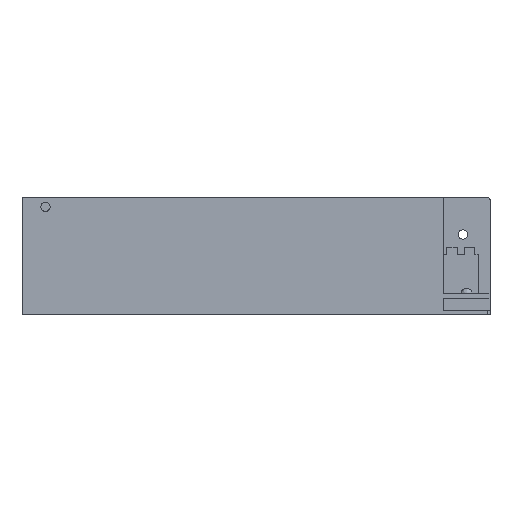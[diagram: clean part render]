
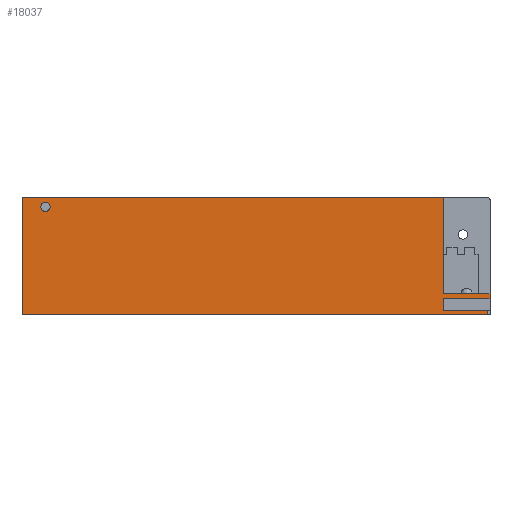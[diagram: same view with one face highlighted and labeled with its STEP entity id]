
A CAD part, left-side view. The second image highlights one B-rep face of the part: STEP entity #18037.
In plain terms, the highlighted planar face has unit normal (-1, 0, 0).
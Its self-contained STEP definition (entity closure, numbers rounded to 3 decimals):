
#650=FACE_BOUND('',#4208,.T.);
#1182=CIRCLE('',#19064,2.);
#2854=FACE_OUTER_BOUND('',#4207,.T.);
#4207=EDGE_LOOP('',(#13435,#13436,#13437,#13438,#13439,#13440,#13441,#13442,
#13443,#13444,#13445,#13446));
#4208=EDGE_LOOP('',(#13447));
#5522=LINE('',#26414,#6843);
#5635=LINE('',#26752,#6956);
#5640=LINE('',#26769,#6961);
#5643=LINE('',#26775,#6964);
#5675=LINE('',#26981,#6996);
#5678=LINE('',#26987,#6999);
#5697=LINE('',#27025,#7018);
#5712=LINE('',#27857,#7033);
#5718=LINE('',#27868,#7039);
#5719=LINE('',#27870,#7040);
#5720=LINE('',#27873,#7041);
#5721=LINE('',#27874,#7042);
#6843=VECTOR('',#21036,10.);
#6956=VECTOR('',#21373,10.);
#6961=VECTOR('',#21392,10.);
#6964=VECTOR('',#21397,10.);
#6996=VECTOR('',#21485,10.);
#6999=VECTOR('',#21490,10.);
#7018=VECTOR('',#21521,10.);
#7033=VECTOR('',#22356,10.);
#7039=VECTOR('',#22366,10.);
#7040=VECTOR('',#22369,10.);
#7041=VECTOR('',#22372,10.);
#7042=VECTOR('',#22373,10.);
#8157=VERTEX_POINT('',#26399);
#8164=VERTEX_POINT('',#26412);
#8276=VERTEX_POINT('',#26749);
#8277=VERTEX_POINT('',#26751);
#8282=VERTEX_POINT('',#26767);
#8284=VERTEX_POINT('',#26773);
#8296=VERTEX_POINT('',#26806);
#8322=VERTEX_POINT('',#26980);
#8324=VERTEX_POINT('',#26986);
#8337=VERTEX_POINT('',#27023);
#8744=VERTEX_POINT('',#27856);
#8747=VERTEX_POINT('',#27866);
#8748=VERTEX_POINT('',#27872);
#9888=EDGE_CURVE('',#8157,#8164,#5522,.T.);
#10053=EDGE_CURVE('',#8276,#8277,#5635,.T.);
#10062=EDGE_CURVE('',#8282,#8276,#5640,.T.);
#10065=EDGE_CURVE('',#8282,#8284,#5643,.T.);
#10081=EDGE_CURVE('',#8296,#8296,#1182,.T.);
#10120=EDGE_CURVE('',#8157,#8322,#5675,.T.);
#10123=EDGE_CURVE('',#8322,#8324,#5678,.T.);
#10142=EDGE_CURVE('',#8284,#8337,#5697,.T.);
#10558=EDGE_CURVE('',#8324,#8744,#5712,.T.);
#10564=EDGE_CURVE('',#8337,#8747,#5718,.T.);
#10565=EDGE_CURVE('',#8744,#8747,#5719,.T.);
#10566=EDGE_CURVE('',#8164,#8748,#5720,.T.);
#10567=EDGE_CURVE('',#8277,#8748,#5721,.T.);
#13435=ORIENTED_EDGE('',*,*,#10062,.F.);
#13436=ORIENTED_EDGE('',*,*,#10065,.T.);
#13437=ORIENTED_EDGE('',*,*,#10142,.T.);
#13438=ORIENTED_EDGE('',*,*,#10564,.T.);
#13439=ORIENTED_EDGE('',*,*,#10565,.F.);
#13440=ORIENTED_EDGE('',*,*,#10558,.F.);
#13441=ORIENTED_EDGE('',*,*,#10123,.F.);
#13442=ORIENTED_EDGE('',*,*,#10120,.F.);
#13443=ORIENTED_EDGE('',*,*,#9888,.T.);
#13444=ORIENTED_EDGE('',*,*,#10566,.T.);
#13445=ORIENTED_EDGE('',*,*,#10567,.F.);
#13446=ORIENTED_EDGE('',*,*,#10053,.F.);
#13447=ORIENTED_EDGE('',*,*,#10081,.T.);
#17600=PLANE('',#19504);
#18037=ADVANCED_FACE('',(#2854,#650),#17600,.T.);
#19064=AXIS2_PLACEMENT_3D('',#26807,#21425,#21426);
#19504=AXIS2_PLACEMENT_3D('',#27871,#22370,#22371);
#21036=DIRECTION('',(0.,0.,1.));
#21373=DIRECTION('',(0.,1.,0.));
#21392=DIRECTION('',(0.,0.,-1.));
#21397=DIRECTION('',(0.,1.,0.));
#21425=DIRECTION('center_axis',(1.,0.,0.));
#21426=DIRECTION('ref_axis',(0.,-1.,0.));
#21485=DIRECTION('',(0.,-1.,0.));
#21490=DIRECTION('',(0.,0.,-1.));
#21521=DIRECTION('',(0.,0.,1.));
#22356=DIRECTION('',(0.,-1.,0.));
#22366=DIRECTION('',(0.,-1.,0.));
#22369=DIRECTION('',(0.,0.,-1.));
#22370=DIRECTION('center_axis',(-1.,0.,0.));
#22371=DIRECTION('ref_axis',(0.,0.,1.));
#22372=DIRECTION('',(0.,1.,0.));
#22373=DIRECTION('',(0.,0.,1.));
#26399=CARTESIAN_POINT('',(0.,20.,9.));
#26412=CARTESIAN_POINT('',(0.,20.,50.));
#26414=CARTESIAN_POINT('',(0.,20.,25.));
#26749=CARTESIAN_POINT('',(0.,1.,0.));
#26751=CARTESIAN_POINT('',(0.,200.,0.));
#26752=CARTESIAN_POINT('',(0.,0.,0.));
#26767=CARTESIAN_POINT('',(0.,1.,1.8));
#26769=CARTESIAN_POINT('',(0.,1.,12.5));
#26773=CARTESIAN_POINT('',(0.,20.,1.8));
#26775=CARTESIAN_POINT('',(0.,5.,1.8));
#26806=CARTESIAN_POINT('',(0.,192.,46.));
#26807=CARTESIAN_POINT('Origin',(0.,190.,46.));
#26980=CARTESIAN_POINT('',(0.,1.,9.));
#26981=CARTESIAN_POINT('',(0.,20.,9.));
#26986=CARTESIAN_POINT('',(0.,1.,8.8));
#26987=CARTESIAN_POINT('',(0.,1.,8.8));
#27023=CARTESIAN_POINT('',(0.,20.,6.8));
#27025=CARTESIAN_POINT('',(0.,20.,25.));
#27856=CARTESIAN_POINT('',(0.,0.,8.8));
#27857=CARTESIAN_POINT('',(0.,20.,8.8));
#27866=CARTESIAN_POINT('',(0.,0.,6.8));
#27868=CARTESIAN_POINT('',(0.,20.,6.8));
#27870=CARTESIAN_POINT('',(0.,0.,6.8));
#27871=CARTESIAN_POINT('Origin',(0.,0.,0.));
#27872=CARTESIAN_POINT('',(0.,200.,50.));
#27873=CARTESIAN_POINT('',(0.,0.,50.));
#27874=CARTESIAN_POINT('',(0.,200.,50.));
